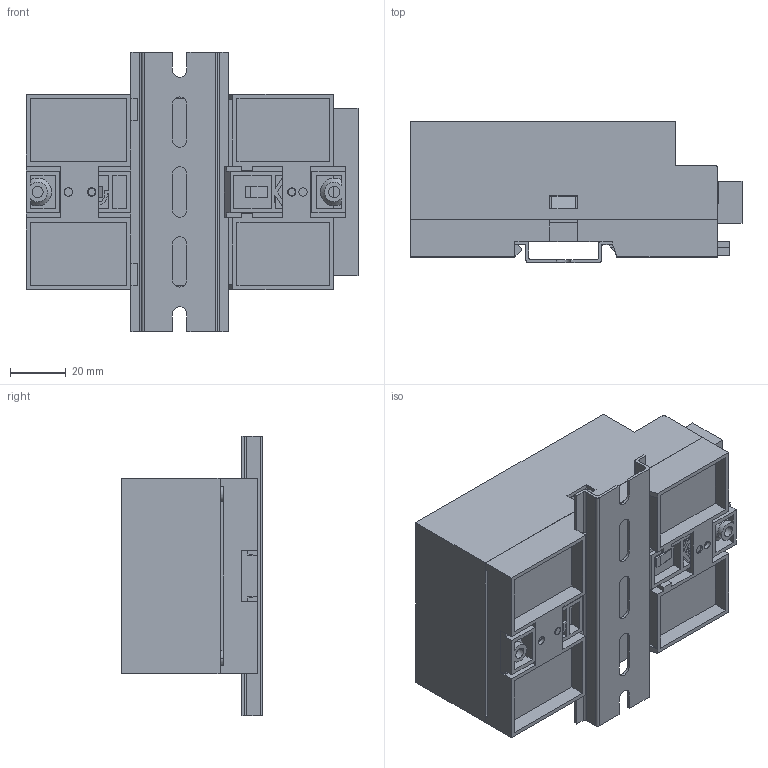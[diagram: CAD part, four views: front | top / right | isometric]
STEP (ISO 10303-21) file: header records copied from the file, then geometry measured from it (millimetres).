
FILE_DESCRIPTION (( 'STEP AP214' ), '1' );
FILE_NAME ('CEB-70-03.STEP', '2023-02-02T07:19:12', ( '' ), ( '' ), 'SwSTEP 2.0', 'SolidWorks 2017', '' );
FILE_SCHEMA (( 'AUTOMOTIVE_DESIGN' ));
Length unit declared in the file: millimetre
Products named in the file (11): Euro Terminal5mm-Plug-In-12Way; Base plate - MDB-70 - New; CEB-70-03; Base PCB-MDP-70-01; Clip-Big; Screw-smallest; CEEP-70; TopCover-CEBC-70; Rail-35; Clip-Small; Screw-small
Assembly tree (14 placements, depth 2):
  CEB-70-03
    Base plate - MDB-70 - New
    Clip-Small
    Clip-Big
    Base PCB-MDP-70-01
    Screw-small  x2
    Euro Terminal5mm-Plug-In-12Way
    Rail-35
    Screw-smallest  x4
    CEEP-70
    TopCover-CEBC-70
Bounding box: 118.8 x 50.55 x 100 mm (x, y, z)
Volume: 85417.4 mm3; surface area: 114008.7 mm2
Topology: 14 solids, 14 shells, 998 faces, 2686 edges, 1746 vertices
Faces by surface type: plane 661, cylinder 259, cone 40, torus 22, bspline 16
Entity records: 28816 total; most frequent: CARTESIAN_POINT 5181, ORIENTED_EDGE 4832, DIRECTION 4720, EDGE_CURVE 2416, LINE 1800, VECTOR 1800, VERTEX_POINT 1579, AXIS2_PLACEMENT_3D 1460
